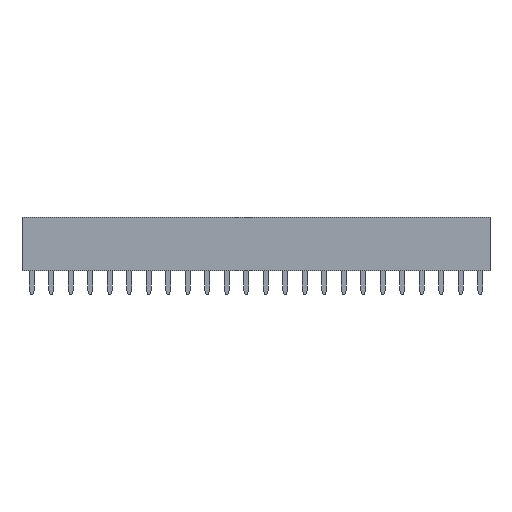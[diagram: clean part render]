
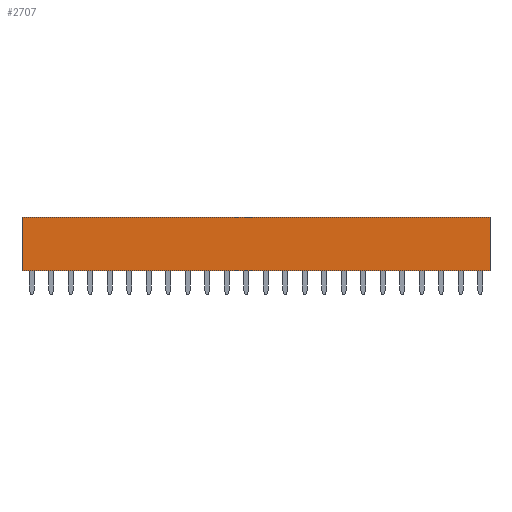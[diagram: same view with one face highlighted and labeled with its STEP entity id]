
A CAD part, left-side view. The second image highlights one B-rep face of the part: STEP entity #2707.
In plain terms, the highlighted planar face has unit normal (-1, 0, 0).
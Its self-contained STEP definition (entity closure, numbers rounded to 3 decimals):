
#84 = VERTEX_POINT('',#85);
#85 = CARTESIAN_POINT('',(-1.27,-59.69,0.));
#93 = EDGE_CURVE('',#84,#94,#96,.T.);
#94 = VERTEX_POINT('',#95);
#95 = CARTESIAN_POINT('',(-1.27,-59.69,7.));
#96 = LINE('',#97,#98);
#97 = CARTESIAN_POINT('',(-1.27,-59.69,0.));
#98 = VECTOR('',#99,1.);
#99 = DIRECTION('',(0.,0.,1.));
#156 = VERTEX_POINT('',#157);
#157 = CARTESIAN_POINT('',(-1.27,1.27,7.));
#163 = EDGE_CURVE('',#164,#156,#166,.T.);
#164 = VERTEX_POINT('',#165);
#165 = CARTESIAN_POINT('',(-1.27,1.27,0.));
#166 = LINE('',#167,#168);
#167 = CARTESIAN_POINT('',(-1.27,1.27,0.));
#168 = VECTOR('',#169,1.);
#169 = DIRECTION('',(0.,0.,1.));
#228 = EDGE_CURVE('',#156,#94,#229,.T.);
#229 = LINE('',#230,#231);
#230 = CARTESIAN_POINT('',(-1.27,1.27,7.));
#231 = VECTOR('',#232,1.);
#232 = DIRECTION('',(0.,-1.,0.));
#1066 = EDGE_CURVE('',#164,#84,#1067,.T.);
#1067 = LINE('',#1068,#1069);
#1068 = CARTESIAN_POINT('',(-1.27,1.27,0.));
#1069 = VECTOR('',#1070,1.);
#1070 = DIRECTION('',(0.,-1.,0.));
#2707 = ADVANCED_FACE('',(#2708),#2714,.F.);
#2708 = FACE_BOUND('',#2709,.F.);
#2709 = EDGE_LOOP('',(#2710,#2711,#2712,#2713));
#2710 = ORIENTED_EDGE('',*,*,#163,.T.);
#2711 = ORIENTED_EDGE('',*,*,#228,.T.);
#2712 = ORIENTED_EDGE('',*,*,#93,.F.);
#2713 = ORIENTED_EDGE('',*,*,#1066,.F.);
#2714 = PLANE('',#2715);
#2715 = AXIS2_PLACEMENT_3D('',#2716,#2717,#2718);
#2716 = CARTESIAN_POINT('',(-1.27,1.27,0.));
#2717 = DIRECTION('',(1.,0.,0.));
#2718 = DIRECTION('',(0.,-1.,0.));
